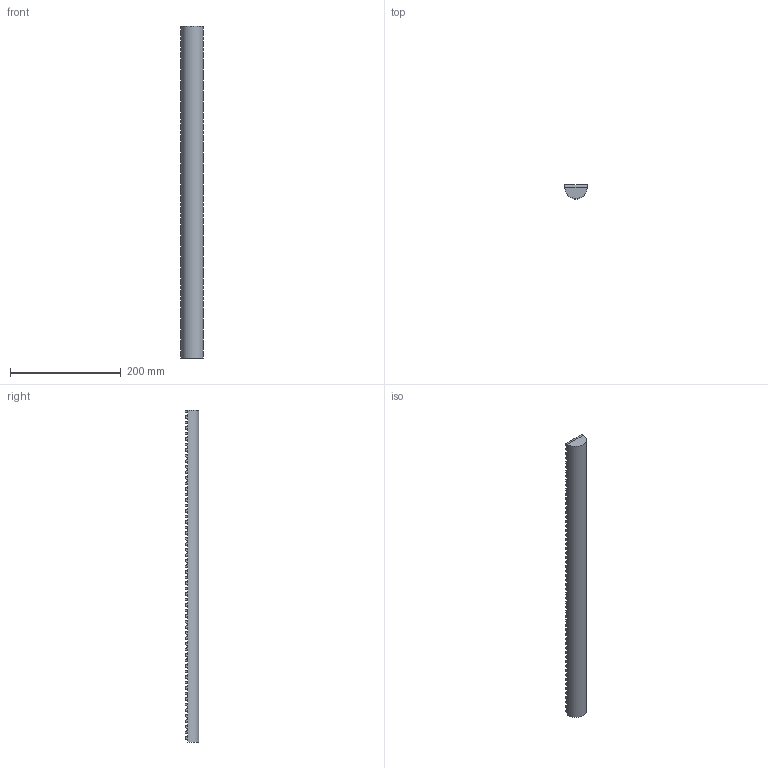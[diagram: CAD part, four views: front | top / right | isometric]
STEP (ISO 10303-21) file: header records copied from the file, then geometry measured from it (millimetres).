
FILE_DESCRIPTION (( 'STEP AP203' ), '1' );
FILE_NAME ('Rack_Default_sldprt.STEP', '2023-03-14T10:28:16', ( '' ), ( '' ), 'SwSTEP 2.0', 'SolidWorks 2021', '' );
FILE_SCHEMA (( 'CONFIG_CONTROL_DESIGN' ));
Length unit declared in the file: millimetre
Products named in the file (1): Rack_Default_sldprt
Bounding box: 40 x 25 x 600.07 mm (x, y, z)
Volume: 430707.1 mm3; surface area: 85057.8 mm2
Topology: 1 solids, 1 shells, 363 faces, 843 edges, 482 vertices
Faces by surface type: plane 242, bspline 120, cylinder 1
Entity records: 10096 total; most frequent: CARTESIAN_POINT 2769, ORIENTED_EDGE 1686, DIRECTION 1093, EDGE_CURVE 843, LINE 601, VECTOR 601, VERTEX_POINT 482, FACE_OUTER_BOUND 363
